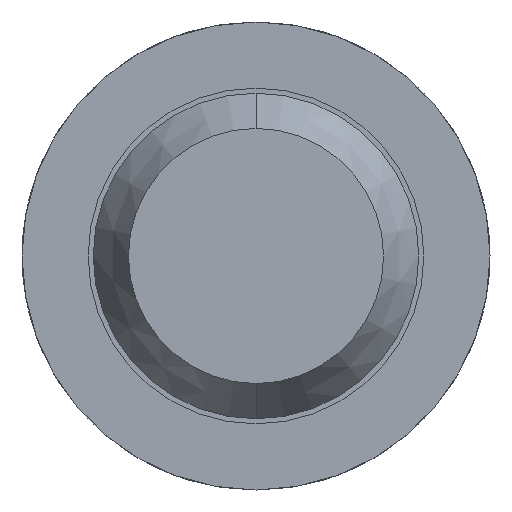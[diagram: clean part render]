
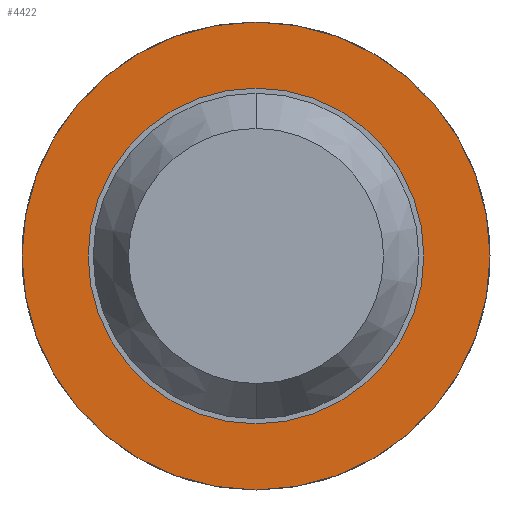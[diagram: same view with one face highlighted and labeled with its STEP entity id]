
A CAD part, front view. The second image highlights one B-rep face of the part: STEP entity #4422.
In plain terms, the highlighted planar face has unit normal (0, -1, 0).
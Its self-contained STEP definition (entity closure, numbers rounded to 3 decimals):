
#273 = EDGE_LOOP ( 'NONE', ( #1053, #2963 ) ) ;
#361 = AXIS2_PLACEMENT_3D ( 'NONE', #2556, #1106, #4067 ) ;
#576 = CARTESIAN_POINT ( 'NONE',  ( 0., -1.7, 1.15 ) ) ;
#681 = CIRCLE ( 'NONE', #1831, 0.825 ) ;
#723 = DIRECTION ( 'NONE',  ( 0., 1., 0. ) ) ;
#741 = CARTESIAN_POINT ( 'NONE',  ( 0., -1.7, 0. ) ) ;
#854 = CIRCLE ( 'NONE', #1358, 1.15 ) ;
#874 = EDGE_CURVE ( 'Defeature ausgef�hrt2_10+Defeature ausgef�hrt2_14+Defeature ausgef�hrt2_14+Defeature ausgef�hrt2_14', #4015, #2792, #2537, .T. ) ;
#1008 = EDGE_CURVE ( 'Defeature ausgef�hrt2_10+Defeature ausgef�hrt2_14+Defeature ausgef�hrt2_14+Defeature ausgef�hrt2_14', #2792, #4015, #854, .T. ) ;
#1053 = ORIENTED_EDGE ( 'NONE', *, *, #1008, .F. ) ;
#1106 = DIRECTION ( 'NONE',  ( 0., 1., 0. ) ) ;
#1358 = AXIS2_PLACEMENT_3D ( 'NONE', #2512, #3605, #2496 ) ;
#1486 = EDGE_CURVE ( 'Defeature ausgef�hrt2_14+Defeature ausgef�hrt2_13+Defeature ausgef�hrt2_13+Defeature ausgef�hrt2_13', #2166, #2567, #4151, .T. ) ;
#1506 = CARTESIAN_POINT ( 'NONE',  ( 0., -1.7, 0.825 ) ) ;
#1619 = CARTESIAN_POINT ( 'NONE',  ( 0., -1.7, -1.15 ) ) ;
#1732 = ORIENTED_EDGE ( 'NONE', *, *, #1486, .T. ) ;
#1795 = DIRECTION ( 'NONE',  ( 0., 0., 1. ) ) ;
#1831 = AXIS2_PLACEMENT_3D ( 'NONE', #741, #723, #1888 ) ;
#1888 = DIRECTION ( 'NONE',  ( 0., 0., 1. ) ) ;
#1993 = ORIENTED_EDGE ( 'NONE', *, *, #3058, .T. ) ;
#2166 = VERTEX_POINT ( 'NONE', #2308 ) ;
#2308 = CARTESIAN_POINT ( 'NONE',  ( 0., -1.7, -0.825 ) ) ;
#2339 = FACE_BOUND ( 'NONE', #2449, .T. ) ;
#2355 = AXIS2_PLACEMENT_3D ( 'NONE', #4666, #2469, #1795 ) ;
#2449 = EDGE_LOOP ( 'NONE', ( #1993, #1732 ) ) ;
#2469 = DIRECTION ( 'NONE',  ( 0., 1., 0. ) ) ;
#2496 = DIRECTION ( 'NONE',  ( 0., 0., 1. ) ) ;
#2512 = CARTESIAN_POINT ( 'NONE',  ( 0., -1.7, 0. ) ) ;
#2537 = CIRCLE ( 'NONE', #3926, 1.15 ) ;
#2556 = CARTESIAN_POINT ( 'NONE',  ( 0., -1.7, 0. ) ) ;
#2567 = VERTEX_POINT ( 'NONE', #1506 ) ;
#2792 = VERTEX_POINT ( 'NONE', #576 ) ;
#2963 = ORIENTED_EDGE ( 'NONE', *, *, #874, .F. ) ;
#3058 = EDGE_CURVE ( 'Defeature ausgef�hrt2_14+Defeature ausgef�hrt2_13+Defeature ausgef�hrt2_13+Defeature ausgef�hrt2_13', #2567, #2166, #681, .T. ) ;
#3551 = DIRECTION ( 'NONE',  ( 0., 0., 1. ) ) ;
#3605 = DIRECTION ( 'NONE',  ( 0., 1., 0. ) ) ;
#3926 = AXIS2_PLACEMENT_3D ( 'NONE', #4658, #4310, #3551 ) ;
#4015 = VERTEX_POINT ( 'NONE', #1619 ) ;
#4067 = DIRECTION ( 'NONE',  ( 0., 0., 1. ) ) ;
#4151 = CIRCLE ( 'NONE', #361, 0.825 ) ;
#4310 = DIRECTION ( 'NONE',  ( 0., 1., 0. ) ) ;
#4422 = ADVANCED_FACE ( 'Defeature ausgef�hrt2_14', ( #4474, #2339 ), #4680, .F. ) ;
#4474 = FACE_OUTER_BOUND ( 'NONE', #273, .T. ) ;
#4658 = CARTESIAN_POINT ( 'NONE',  ( 0., -1.7, 0. ) ) ;
#4666 = CARTESIAN_POINT ( 'NONE',  ( 0.825, -1.7, 0. ) ) ;
#4680 = PLANE ( 'NONE',  #2355 ) ;
